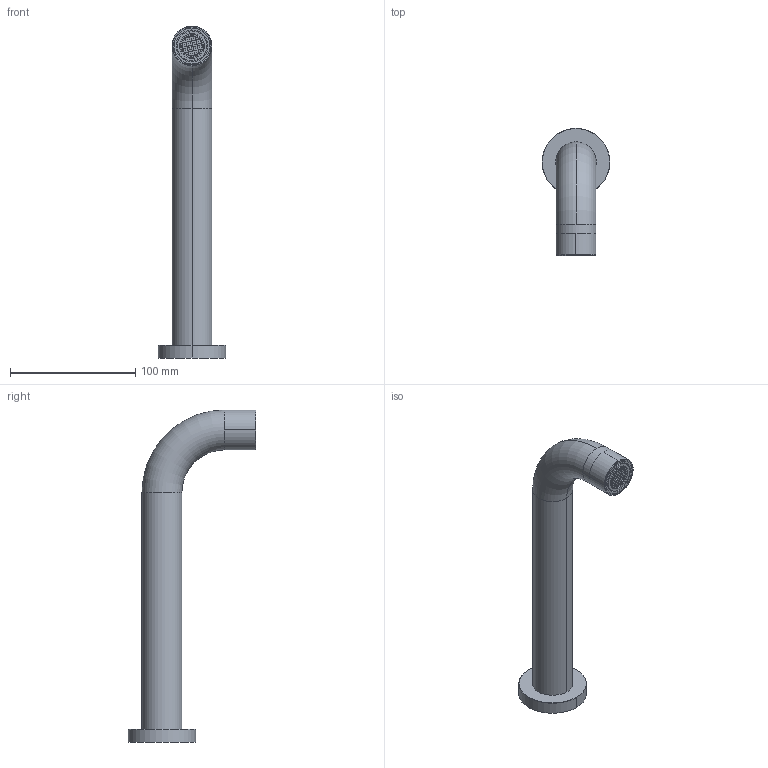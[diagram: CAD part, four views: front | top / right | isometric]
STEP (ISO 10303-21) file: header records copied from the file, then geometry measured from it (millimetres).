
FILE_DESCRIPTION (( 'STEP AP214' ), '1' );
FILE_NAME ('SUSSEX_SCALA_SWO25C_wall_spout_32_x_250_curved_shell.STEP', '2021-08-02T02:42:52', ( '' ), ( '' ), 'SwSTEP 2.0', 'SolidWorks 2020', '' );
FILE_SCHEMA (( 'AUTOMOTIVE_DESIGN' ));
Length unit declared in the file: millimetre
Products named in the file (1): SUSSEX_SCALA_SWO25C_wall_spout_32_x_250_curved_shell
Bounding box: 54 x 102 x 264.9 mm (x, y, z)
Volume: 79759.4 mm3; surface area: 67133.6 mm2
Topology: 3 solids, 3 shells, 277 faces, 982 edges, 530 vertices
Faces by surface type: cylinder 250, plane 17, torus 8, cone 2
Entity records: 18984 total; most frequent: CARTESIAN_POINT 8354, ORIENTED_EDGE 1964, DIRECTION 1148, EDGE_CURVE 982, VERTEX_POINT 530, B_SPLINE_CURVE_WITH_KNOTS 464, VECTOR 444, LINE 444
